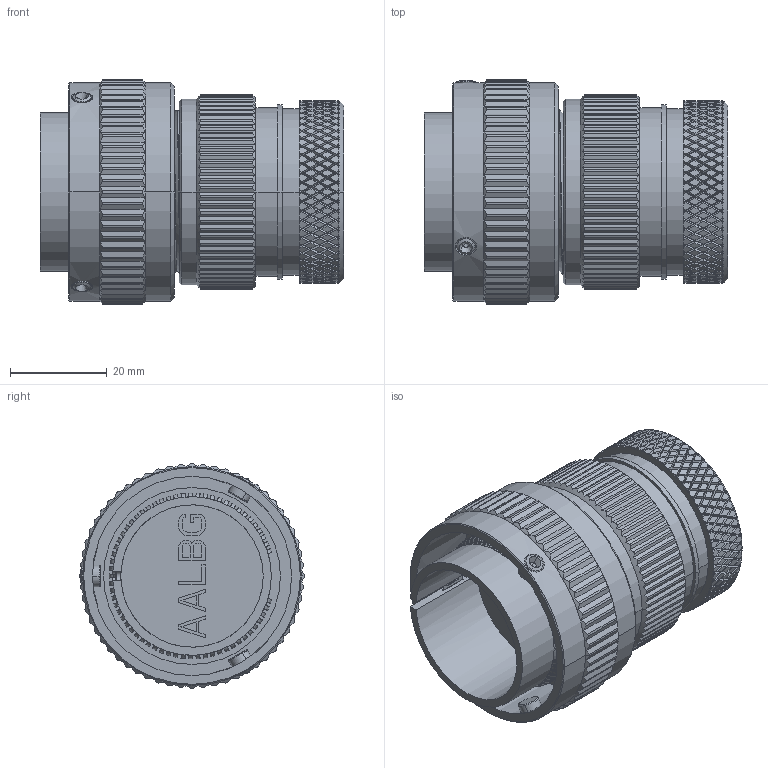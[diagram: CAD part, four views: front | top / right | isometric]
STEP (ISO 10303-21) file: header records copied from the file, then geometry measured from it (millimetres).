
FILE_DESCRIPTION((''),'2;1');
FILE_NAME('VG95234T-24_SW0001','2023-03-20T14:21:31',('paultorloting'),('NET AG system integration'),'CREO PARAMETRIC BY PTC INC, 2021404','CREO PARAMETRIC BY PTC INC, 2021404','');
FILE_SCHEMA(('AUTOMOTIVE_DESIGN { 1 0 10303 214 1 1 1 1 }'));
Products named in the file (1): VG95234T-24_SW0001
Bounding box: 62.8 x 46.46 x 46.46 mm (x, y, z)
Volume: 57947.5 mm3; surface area: 21063.8 mm2
Topology: 1 solids, 1 shells, 3770 faces, 9297 edges, 5433 vertices
Faces by surface type: plane 2212, bspline 894, cylinder 606, cone 52, torus 6
Entity records: 152911 total; most frequent: CARTESIAN_POINT 56970, ORIENTED_EDGE 18582, DIRECTION 11522, EDGE_CURVE 9291, VERTEX_POINT 5433, VECTOR 4443, LINE 4443, B_SPLINE_CURVE_WITH_KNOTS 4196
